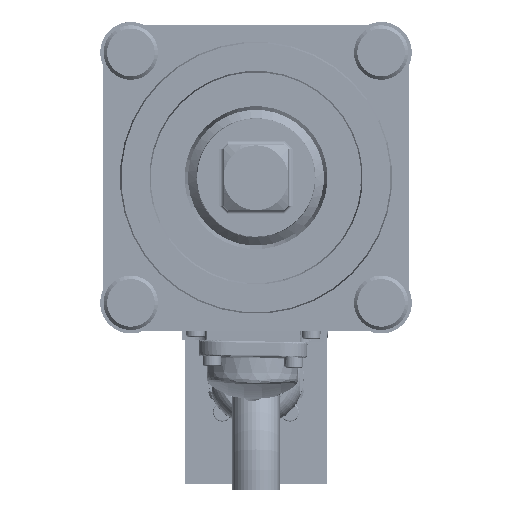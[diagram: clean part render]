
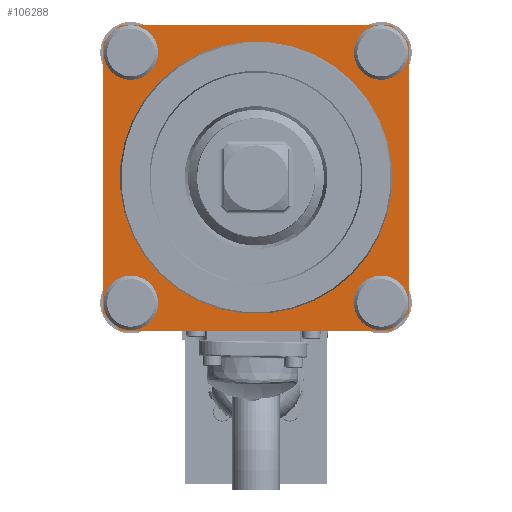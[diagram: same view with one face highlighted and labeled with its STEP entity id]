
A CAD part, left-side view. The second image highlights one B-rep face of the part: STEP entity #106288.
In plain terms, the highlighted planar face has unit normal (-1, 0, 0).
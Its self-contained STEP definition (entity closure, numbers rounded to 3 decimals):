
#3719=FACE_BOUND('',#32631,.T.);
#3720=FACE_BOUND('',#32632,.T.);
#3721=FACE_BOUND('',#32633,.T.);
#3722=FACE_BOUND('',#32634,.T.);
#3723=FACE_BOUND('',#32635,.T.);
#4747=PLANE('',#114304);
#9558=LINE('',#173400,#17573);
#9562=LINE('',#173409,#17577);
#9566=LINE('',#173418,#17581);
#9570=LINE('',#173427,#17585);
#17573=VECTOR('',#130385,7.937);
#17577=VECTOR('',#130391,7.937);
#17581=VECTOR('',#130397,7.937);
#17585=VECTOR('',#130403,7.937);
#26781=FACE_OUTER_BOUND('',#32630,.T.);
#32630=EDGE_LOOP('',(#77502,#77503,#77504,#77505,#77506,#77507,#77508,#77509));
#32631=EDGE_LOOP('',(#77510));
#32632=EDGE_LOOP('',(#77511));
#32633=EDGE_LOOP('',(#77512));
#32634=EDGE_LOOP('',(#77513));
#32635=EDGE_LOOP('',(#77514));
#39276=CIRCLE('',#114305,6.);
#39277=CIRCLE('',#114306,6.);
#39278=CIRCLE('',#114307,6.);
#39279=CIRCLE('',#114308,6.);
#39280=CIRCLE('',#114309,0.5);
#39281=CIRCLE('',#114310,0.5);
#39282=CIRCLE('',#114311,0.5);
#39283=CIRCLE('',#114312,0.5);
#39284=CIRCLE('',#114313,4.);
#45275=VERTEX_POINT('',#173393);
#45278=VERTEX_POINT('',#173398);
#45279=VERTEX_POINT('',#173402);
#45282=VERTEX_POINT('',#173407);
#45283=VERTEX_POINT('',#173411);
#45286=VERTEX_POINT('',#173416);
#45287=VERTEX_POINT('',#173420);
#45290=VERTEX_POINT('',#173425);
#45305=VERTEX_POINT('',#173473);
#45306=VERTEX_POINT('',#173475);
#45307=VERTEX_POINT('',#173477);
#45308=VERTEX_POINT('',#173479);
#45309=VERTEX_POINT('',#173481);
#57429=EDGE_CURVE('',#45278,#45275,#9558,.T.);
#57433=EDGE_CURVE('',#45279,#45282,#9562,.T.);
#57437=EDGE_CURVE('',#45286,#45283,#9566,.T.);
#57441=EDGE_CURVE('',#45287,#45290,#9570,.T.);
#57462=EDGE_CURVE('',#45283,#45290,#39276,.T.);
#57463=EDGE_CURVE('',#45286,#45279,#39277,.T.);
#57464=EDGE_CURVE('',#45275,#45282,#39278,.T.);
#57465=EDGE_CURVE('',#45278,#45287,#39279,.T.);
#57466=EDGE_CURVE('',#45305,#45305,#39280,.T.);
#57467=EDGE_CURVE('',#45306,#45306,#39281,.T.);
#57468=EDGE_CURVE('',#45307,#45307,#39282,.T.);
#57469=EDGE_CURVE('',#45308,#45308,#39283,.T.);
#57470=EDGE_CURVE('',#45309,#45309,#39284,.T.);
#77502=ORIENTED_EDGE('',*,*,#57441,.T.);
#77503=ORIENTED_EDGE('',*,*,#57462,.F.);
#77504=ORIENTED_EDGE('',*,*,#57437,.F.);
#77505=ORIENTED_EDGE('',*,*,#57463,.T.);
#77506=ORIENTED_EDGE('',*,*,#57433,.T.);
#77507=ORIENTED_EDGE('',*,*,#57464,.F.);
#77508=ORIENTED_EDGE('',*,*,#57429,.F.);
#77509=ORIENTED_EDGE('',*,*,#57465,.T.);
#77510=ORIENTED_EDGE('',*,*,#57466,.T.);
#77511=ORIENTED_EDGE('',*,*,#57467,.T.);
#77512=ORIENTED_EDGE('',*,*,#57468,.T.);
#77513=ORIENTED_EDGE('',*,*,#57469,.T.);
#77514=ORIENTED_EDGE('',*,*,#57470,.F.);
#106288=ADVANCED_FACE('',(#26781,#3719,#3720,#3721,#3722,#3723),#4747,.T.);
#114304=AXIS2_PLACEMENT_3D('',#173468,#130452,#130453);
#114305=AXIS2_PLACEMENT_3D('',#173469,#130454,#130455);
#114306=AXIS2_PLACEMENT_3D('',#173470,#130456,#130457);
#114307=AXIS2_PLACEMENT_3D('',#173471,#130458,#130459);
#114308=AXIS2_PLACEMENT_3D('',#173472,#130460,#130461);
#114309=AXIS2_PLACEMENT_3D('',#173474,#130462,#130463);
#114310=AXIS2_PLACEMENT_3D('',#173476,#130464,#130465);
#114311=AXIS2_PLACEMENT_3D('',#173478,#130466,#130467);
#114312=AXIS2_PLACEMENT_3D('',#173480,#130468,#130469);
#114313=AXIS2_PLACEMENT_3D('',#173482,#130470,#130471);
#130385=DIRECTION('',(0.,0.,1.));
#130391=DIRECTION('',(0.,1.,0.));
#130397=DIRECTION('',(0.,0.,-1.));
#130403=DIRECTION('',(0.,-1.,0.));
#130452=DIRECTION('center_axis',(-1.,0.,0.));
#130453=DIRECTION('ref_axis',(0.,0.707,0.707));
#130454=DIRECTION('center_axis',(1.,0.,0.));
#130455=DIRECTION('ref_axis',(0.,-0.75,-0.661));
#130456=DIRECTION('center_axis',(-1.,0.,0.));
#130457=DIRECTION('ref_axis',(0.,-0.75,0.661));
#130458=DIRECTION('center_axis',(1.,0.,0.));
#130459=DIRECTION('ref_axis',(0.,0.75,0.661));
#130460=DIRECTION('center_axis',(-1.,0.,0.));
#130461=DIRECTION('ref_axis',(0.,0.75,-0.661));
#130462=DIRECTION('center_axis',(1.,0.,0.));
#130463=DIRECTION('ref_axis',(0.,-0.707,0.707));
#130464=DIRECTION('center_axis',(1.,0.,0.));
#130465=DIRECTION('ref_axis',(0.,-0.707,0.707));
#130466=DIRECTION('center_axis',(1.,0.,0.));
#130467=DIRECTION('ref_axis',(0.,-0.707,0.707));
#130468=DIRECTION('center_axis',(1.,0.,0.));
#130469=DIRECTION('ref_axis',(0.,-0.707,0.707));
#130470=DIRECTION('center_axis',(-1.,0.,0.));
#130471=DIRECTION('ref_axis',(0.,0.707,-0.707));
#173393=CARTESIAN_POINT('',(3.4,4.5,3.969));
#173398=CARTESIAN_POINT('',(3.4,4.5,-3.969));
#173400=CARTESIAN_POINT('',(3.4,4.5,-3.969));
#173402=CARTESIAN_POINT('',(3.4,-3.969,4.5));
#173407=CARTESIAN_POINT('',(3.4,3.969,4.5));
#173409=CARTESIAN_POINT('',(3.4,-3.969,4.5));
#173411=CARTESIAN_POINT('',(3.4,-4.5,-3.969));
#173416=CARTESIAN_POINT('',(3.4,-4.5,3.969));
#173418=CARTESIAN_POINT('',(3.4,-4.5,3.969));
#173420=CARTESIAN_POINT('',(3.4,3.969,-4.5));
#173425=CARTESIAN_POINT('',(3.4,-3.969,-4.5));
#173427=CARTESIAN_POINT('',(3.4,3.969,-4.5));
#173468=CARTESIAN_POINT('Origin',(3.4,0.,
0.));
#173469=CARTESIAN_POINT('Origin',(3.4,0.,
0.));
#173470=CARTESIAN_POINT('Origin',(3.4,0.,
0.));
#173471=CARTESIAN_POINT('Origin',(3.4,0.,
0.));
#173472=CARTESIAN_POINT('Origin',(3.4,0.,
0.));
#173473=CARTESIAN_POINT('',(3.4,-3.323,3.323));
#173474=CARTESIAN_POINT('Origin',(3.4,-3.677,3.677));
#173475=CARTESIAN_POINT('',(3.4,-3.323,-4.031));
#173476=CARTESIAN_POINT('Origin',(3.4,-3.677,-3.677));
#173477=CARTESIAN_POINT('',(3.4,4.031,-4.031));
#173478=CARTESIAN_POINT('Origin',(3.4,3.677,-3.677));
#173479=CARTESIAN_POINT('',(3.4,4.031,3.323));
#173480=CARTESIAN_POINT('Origin',(3.4,3.677,3.677));
#173481=CARTESIAN_POINT('',(3.4,-2.828,2.828));
#173482=CARTESIAN_POINT('Origin',(3.4,0.,
0.));
